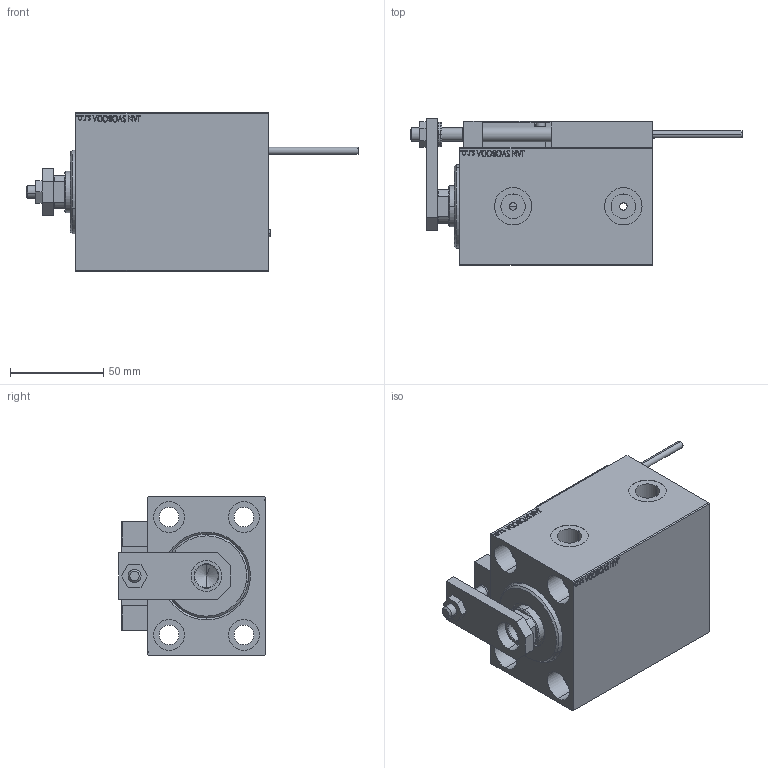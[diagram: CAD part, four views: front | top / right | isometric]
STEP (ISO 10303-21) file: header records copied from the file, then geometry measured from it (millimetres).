
FILE_DESCRIPTION (( 'STEP AP203' ), '1' );
FILE_NAME ('a6d1.STEP', '2022-04-17T08:20:42', ( '' ), ( '' ), 'SwSTEP 2.0', 'SolidWorks 2019', '' );
FILE_SCHEMA (( 'CONFIG_CONTROL_DESIGN' ));
Length unit declared in the file: millimetre
Products named in the file (15): NUT_D12 eea98bb6f6c24d6839a100bf7773674a; ALLEN BOLT D8 eea98bb6f6c24d6839a100bf7773674a; ZARAZKA eea98bb6f6c24d6839a100bf7773674a; MAGNET eea98bb6f6c24d6839a100bf7773674a; ALLEN BOLT D5 eea98bb6f6c24d6839a100bf7773674a; a6d1; V450CM_C_Body eea98bb6f6c24d6839a100bf7773674a; V450CM_VC_B eea98bb6f6c24d6839a100bf7773674a; SWITCH_X_FRONT_BACK eea98bb6f6c24d6839a100bf7773674a; V450CM_C_VCP eea98bb6f6c24d6839a100bf7773674a; TYC_L79 eea98bb6f6c24d6839a100bf7773674a; SWITCH DIM B,W eea98bb6f6c24d6839a100bf7773674a; KONCOVKA eea98bb6f6c24d6839a100bf7773674a; Block eea98bb6f6c24d6839a100bf7773674a; SWITCH X eea98bb6f6c24d6839a100bf7773674a
Assembly tree (24 placements, depth 3):
  a6d1
    V450CM_C_Body eea98bb6f6c24d6839a100bf7773674a
    SWITCH X eea98bb6f6c24d6839a100bf7773674a
      SWITCH_X_FRONT_BACK eea98bb6f6c24d6839a100bf7773674a  x2
      TYC_L79 eea98bb6f6c24d6839a100bf7773674a
      Block eea98bb6f6c24d6839a100bf7773674a  x2
      ALLEN BOLT D5 eea98bb6f6c24d6839a100bf7773674a  x4
      ALLEN BOLT D8 eea98bb6f6c24d6839a100bf7773674a  x4
      MAGNET eea98bb6f6c24d6839a100bf7773674a  x2
      KONCOVKA eea98bb6f6c24d6839a100bf7773674a  x2
    NUT_D12 eea98bb6f6c24d6839a100bf7773674a
    SWITCH DIM B,W eea98bb6f6c24d6839a100bf7773674a
    ZARAZKA eea98bb6f6c24d6839a100bf7773674a
    V450CM_C_VCP eea98bb6f6c24d6839a100bf7773674a
    V450CM_VC_B eea98bb6f6c24d6839a100bf7773674a
Bounding box: 177.7 x 78.5 x 85 mm (x, y, z)
Volume: 515723.4 mm3; surface area: 106711.9 mm2
Topology: 23 solids, 23 shells, 1296 faces, 3100 edges, 1983 vertices
Faces by surface type: plane 564, bspline 380, cylinder 198, cone 106, torus 44, sphere 4
Entity records: 50691 total; most frequent: CARTESIAN_POINT 26084, ORIENTED_EDGE 5220, DIRECTION 3538, EDGE_CURVE 2610, VERTEX_POINT 1707, LINE 1496, VECTOR 1496, EDGE_LOOP 1213
